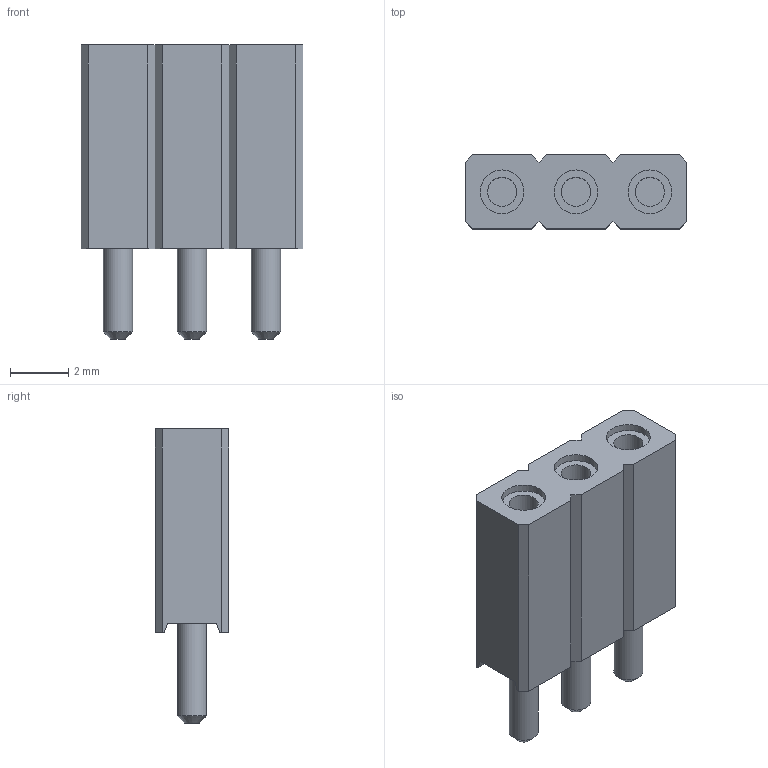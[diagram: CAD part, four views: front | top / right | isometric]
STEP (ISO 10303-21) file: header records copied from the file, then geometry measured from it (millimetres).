
FILE_DESCRIPTION(('FreeCAD Model'),'2;1');
FILE_NAME('Open CASCADE Shape Model','2025-03-29T21:12:08',(''),(''), 'Open CASCADE STEP processor 7.7','FreeCAD','Unknown');
FILE_SCHEMA(('AUTOMOTIVE_DESIGN { 1 0 10303 214 1 1 1 1 }'));
Length unit declared in the file: millimetre
Products named in the file (1): Header F 3P
Bounding box: 7.62 x 2.54 x 10.1 mm (x, y, z)
Volume: 121.4 mm3; surface area: 272.7 mm2
Topology: 1 solids, 1 shells, 47 faces, 105 edges, 69 vertices
Faces by surface type: plane 35, cylinder 9, cone 3
Full cylindrical faces by diameter (mm): 1 x6, 1.5 x3
Entity records: 1742 total; most frequent: CARTESIAN_POINT 222, DIRECTION 222, ORIENTED_EDGE 210, EDGE_CURVE 105, LINE 84, VECTOR 84, AXIS2_PLACEMENT_3D 69, VERTEX_POINT 69
